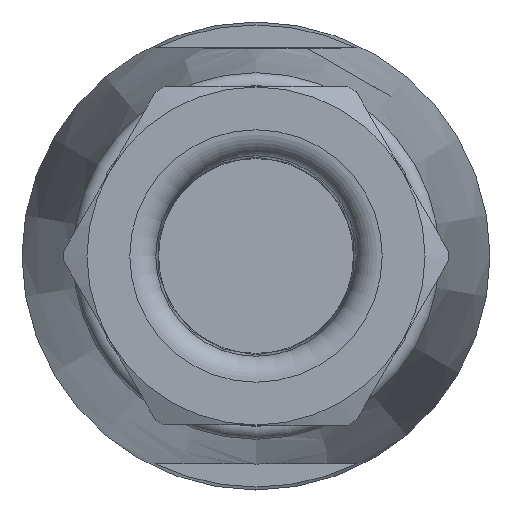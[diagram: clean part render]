
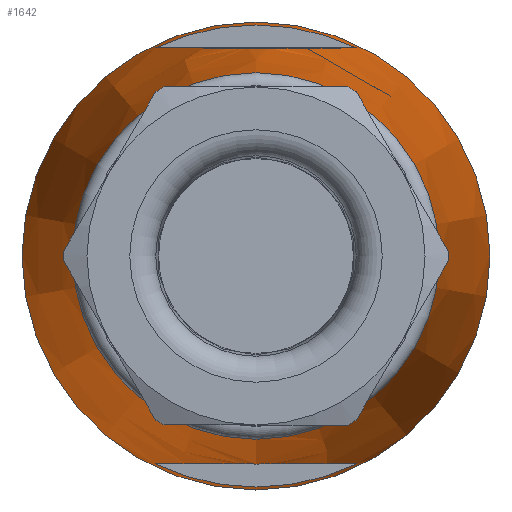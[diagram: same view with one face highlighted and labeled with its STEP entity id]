
A CAD part, left-side view. The second image highlights one B-rep face of the part: STEP entity #1642.
In plain terms, the highlighted conical face has half-angle 6.52 degrees and reference radius 9 mm.
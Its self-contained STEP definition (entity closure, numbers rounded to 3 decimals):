
#208=CONICAL_SURFACE('',#2172,9.,6.52);
#273=B_SPLINE_CURVE_WITH_KNOTS('',3,(#3071,#3072,#3073,#3074,#3075,#3076,
#3077,#3078,#3079,#3080,#3081,#3082,#3083,#3084,#3085,#3086,#3087,#3088),
 .UNSPECIFIED.,.F.,.F.,(4,2,2,2,2,2,2,2,4),(0.,0.25,0.375,0.438,0.5,0.563,
0.625,0.75,1.),.UNSPECIFIED.);
#274=B_SPLINE_CURVE_WITH_KNOTS('',3,(#3092,#3093,#3094,#3095,#3096,#3097,
#3098,#3099,#3100,#3101,#3102,#3103,#3104,#3105,#3106,#3107,#3108,#3109),
 .UNSPECIFIED.,.F.,.F.,(4,2,2,2,2,2,2,2,4),(0.,0.25,0.375,0.438,0.5,0.563,
0.625,0.75,1.),.UNSPECIFIED.);
#311=EDGE_LOOP('',(#563));
#312=EDGE_LOOP('',(#564));
#313=EDGE_LOOP('',(#565,#566));
#314=EDGE_LOOP('',(#567,#568));
#563=ORIENTED_EDGE('',*,*,#997,.T.);
#564=ORIENTED_EDGE('',*,*,#998,.F.);
#565=ORIENTED_EDGE('',*,*,#999,.T.);
#566=ORIENTED_EDGE('',*,*,#1000,.T.);
#567=ORIENTED_EDGE('',*,*,#1001,.F.);
#568=ORIENTED_EDGE('',*,*,#1002,.F.);
#997=EDGE_CURVE('',#1995,#1995,#1212,.T.);
#998=EDGE_CURVE('',#1996,#1996,#1213,.T.);
#999=EDGE_CURVE('',#1997,#1998,#273,.T.);
#1000=EDGE_CURVE('',#1998,#1997,#1214,.T.);
#1001=EDGE_CURVE('',#1999,#2000,#274,.T.);
#1002=EDGE_CURVE('',#2000,#1999,#1215,.T.);
#1212=CIRCLE('',#2168,9.);
#1213=CIRCLE('',#2169,7.051);
#1214=CIRCLE('',#2170,8.886);
#1215=CIRCLE('',#2171,8.886);
#1642=ADVANCED_FACE('',(#1797,#1798,#1799,#1800),#208,.T.);
#1797=FACE_BOUND('',#311,.T.);
#1798=FACE_BOUND('',#312,.T.);
#1799=FACE_BOUND('',#313,.T.);
#1800=FACE_BOUND('',#314,.T.);
#1995=VERTEX_POINT('',#3068);
#1996=VERTEX_POINT('',#3070);
#1997=VERTEX_POINT('',#3089);
#1998=VERTEX_POINT('',#3090);
#1999=VERTEX_POINT('',#3110);
#2000=VERTEX_POINT('',#3111);
#2168=AXIS2_PLACEMENT_3D('',#3067,#2457,#2458);
#2169=AXIS2_PLACEMENT_3D('',#3069,#2459,#2460);
#2170=AXIS2_PLACEMENT_3D('',#3091,#2461,#2462);
#2171=AXIS2_PLACEMENT_3D('',#3112,#2463,#2464);
#2172=AXIS2_PLACEMENT_3D('',#3113,#2465,#2466);
#2457=DIRECTION('',(-1.,0.,0.));
#2458=DIRECTION('',(0.,0.,-1.));
#2459=DIRECTION('',(-1.,0.,0.));
#2460=DIRECTION('',(0.,0.,-1.));
#2461=DIRECTION('',(1.,0.,0.));
#2462=DIRECTION('',(0.,-1.,0.));
#2463=DIRECTION('',(-1.,0.,0.));
#2464=DIRECTION('',(0.,1.,0.));
#2465=DIRECTION('',(1.,0.,0.));
#2466=DIRECTION('',(0.,0.,1.));
#3067=CARTESIAN_POINT('',(-0.5,0.,0.));
#3068=CARTESIAN_POINT('',(-0.5,0.,-9.));
#3069=CARTESIAN_POINT('',(-17.557,0.,0.));
#3070=CARTESIAN_POINT('',(-17.557,0.,-7.051));
#3071=CARTESIAN_POINT('',(-1.5,3.867,-8.));
#3072=CARTESIAN_POINT('',(-2.925,3.493,-8.));
#3073=CARTESIAN_POINT('',(-4.341,3.088,-8.));
#3074=CARTESIAN_POINT('',(-6.42,2.311,-8.));
#3075=CARTESIAN_POINT('',(-7.115,2.023,-8.));
#3076=CARTESIAN_POINT('',(-8.091,1.473,-8.));
#3077=CARTESIAN_POINT('',(-8.405,1.272,-8.));
#3078=CARTESIAN_POINT('',(-8.962,0.769,-8.));
#3079=CARTESIAN_POINT('',(-9.222,0.445,-8.));
#3080=CARTESIAN_POINT('',(-9.274,-0.324,-8.));
#3081=CARTESIAN_POINT('',(-9.041,-0.673,-8.));
#3082=CARTESIAN_POINT('',(-8.5,-1.203,-8.));
#3083=CARTESIAN_POINT('',(-8.18,-1.416,-8.));
#3084=CARTESIAN_POINT('',(-7.205,-1.983,-8.));
#3085=CARTESIAN_POINT('',(-6.506,-2.276,-8.));
#3086=CARTESIAN_POINT('',(-4.392,-3.074,-8.));
#3087=CARTESIAN_POINT('',(-2.95,-3.487,-8.));
#3088=CARTESIAN_POINT('',(-1.5,-3.867,-8.));
#3089=CARTESIAN_POINT('',(-1.5,3.867,-8.));
#3090=CARTESIAN_POINT('',(-1.5,-3.867,-8.));
#3091=CARTESIAN_POINT('',(-1.5,0.,0.));
#3092=CARTESIAN_POINT('',(-1.5,3.867,8.));
#3093=CARTESIAN_POINT('',(-2.925,3.493,8.));
#3094=CARTESIAN_POINT('',(-4.341,3.088,8.));
#3095=CARTESIAN_POINT('',(-6.42,2.311,8.));
#3096=CARTESIAN_POINT('',(-7.115,2.023,8.));
#3097=CARTESIAN_POINT('',(-8.091,1.473,8.));
#3098=CARTESIAN_POINT('',(-8.405,1.272,8.));
#3099=CARTESIAN_POINT('',(-8.962,0.769,8.));
#3100=CARTESIAN_POINT('',(-9.222,0.445,8.));
#3101=CARTESIAN_POINT('',(-9.274,-0.324,8.));
#3102=CARTESIAN_POINT('',(-9.041,-0.673,8.));
#3103=CARTESIAN_POINT('',(-8.5,-1.203,8.));
#3104=CARTESIAN_POINT('',(-8.18,-1.416,8.));
#3105=CARTESIAN_POINT('',(-7.205,-1.983,8.));
#3106=CARTESIAN_POINT('',(-6.506,-2.276,8.));
#3107=CARTESIAN_POINT('',(-4.392,-3.074,8.));
#3108=CARTESIAN_POINT('',(-2.95,-3.487,8.));
#3109=CARTESIAN_POINT('',(-1.5,-3.867,8.));
#3110=CARTESIAN_POINT('',(-1.5,3.867,8.));
#3111=CARTESIAN_POINT('',(-1.5,-3.867,8.));
#3112=CARTESIAN_POINT('',(-1.5,0.,0.));
#3113=CARTESIAN_POINT('',(-0.5,0.,0.));
